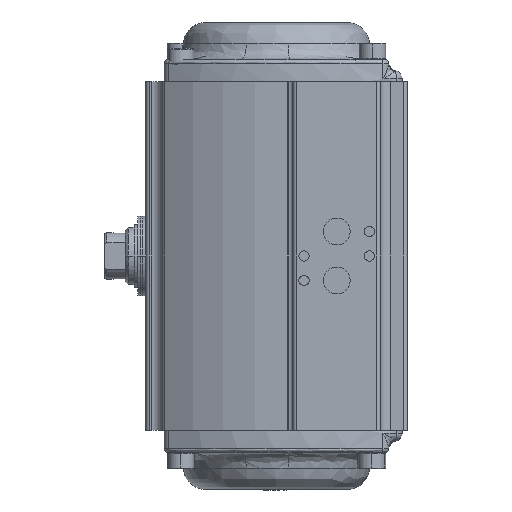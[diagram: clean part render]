
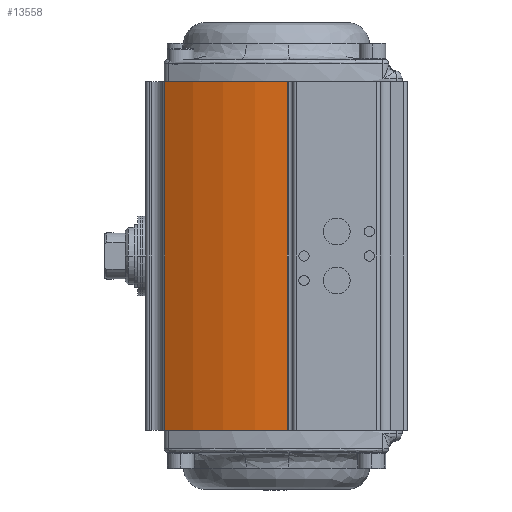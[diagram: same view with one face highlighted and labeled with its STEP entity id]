
A CAD part, left-side view. The second image highlights one B-rep face of the part: STEP entity #13558.
In plain terms, the highlighted cylindrical face has radius 108.5 mm (diameter 217 mm), a partial arc.
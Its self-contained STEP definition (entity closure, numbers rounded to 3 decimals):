
#121 = ORIENTED_EDGE ( 'NONE', *, *, #14079, .T. ) ;
#310 = VERTEX_POINT ( 'NONE', #1496 ) ;
#378 = DIRECTION ( 'NONE',  ( 0., 0., -1. ) ) ;
#1496 = CARTESIAN_POINT ( 'NONE',  ( 1182.783, 879.772, 210.5 ) ) ;
#2473 = VERTEX_POINT ( 'NONE', #6758 ) ;
#2985 = EDGE_CURVE ( 'NONE', #10008, #8592, #4347, .T. ) ;
#3075 = LINE ( 'NONE', #14523, #8416 ) ;
#3098 = CYLINDRICAL_SURFACE ( 'NONE', #10185, 108.5 ) ;
#3754 = DIRECTION ( 'NONE',  ( 1., 0., 0. ) ) ;
#3882 = EDGE_LOOP ( 'NONE', ( #4302, #13687, #121, #10379 ) ) ;
#4302 = ORIENTED_EDGE ( 'NONE', *, *, #6313, .F. ) ;
#4347 = CIRCLE ( 'NONE', #15593, 108.5 ) ;
#4593 = VECTOR ( 'NONE', #378, 1000. ) ;
#4788 = CARTESIAN_POINT ( 'NONE',  ( 1164.643, 819.712, 40. ) ) ;
#5315 = DIRECTION ( 'NONE',  ( 0., 0., -1. ) ) ;
#6313 = EDGE_CURVE ( 'NONE', #2473, #10008, #3075, .T. ) ;
#6424 = DIRECTION ( 'NONE',  ( 0., 0., -1. ) ) ;
#6614 = CARTESIAN_POINT ( 'NONE',  ( 1273.143, 819.712, 210.5 ) ) ;
#6758 = CARTESIAN_POINT ( 'NONE',  ( 1164.643, 819.712, 210.5 ) ) ;
#7380 = DIRECTION ( 'NONE',  ( 0., 0., -1. ) ) ;
#8416 = VECTOR ( 'NONE', #6424, 1000. ) ;
#8592 = VERTEX_POINT ( 'NONE', #11029 ) ;
#10008 = VERTEX_POINT ( 'NONE', #4788 ) ;
#10185 = AXIS2_PLACEMENT_3D ( 'NONE', #14157, #7380, #16966 ) ;
#10379 = ORIENTED_EDGE ( 'NONE', *, *, #2985, .F. ) ;
#11029 = CARTESIAN_POINT ( 'NONE',  ( 1182.783, 879.772, 40. ) ) ;
#12015 = DIRECTION ( 'NONE',  ( 0., 0., 1. ) ) ;
#12368 = AXIS2_PLACEMENT_3D ( 'NONE', #6614, #12015, #3754 ) ;
#13534 = FACE_OUTER_BOUND ( 'NONE', #3882, .T. ) ;
#13558 = ADVANCED_FACE ( 'NONE', ( #13534 ), #3098, .T. ) ;
#13687 = ORIENTED_EDGE ( 'NONE', *, *, #16866, .F. ) ;
#13954 = CARTESIAN_POINT ( 'NONE',  ( 1182.783, 879.772, 250.5 ) ) ;
#14079 = EDGE_CURVE ( 'NONE', #310, #8592, #16522, .T. ) ;
#14157 = CARTESIAN_POINT ( 'NONE',  ( 1273.143, 819.712, 250.5 ) ) ;
#14523 = CARTESIAN_POINT ( 'NONE',  ( 1164.643, 819.712, 250.5 ) ) ;
#14891 = CARTESIAN_POINT ( 'NONE',  ( 1273.143, 819.712, 40. ) ) ;
#15593 = AXIS2_PLACEMENT_3D ( 'NONE', #14891, #5315, #16148 ) ;
#16148 = DIRECTION ( 'NONE',  ( -1., 0., 0. ) ) ;
#16522 = LINE ( 'NONE', #13954, #4593 ) ;
#16667 = CIRCLE ( 'NONE', #12368, 108.5 ) ;
#16866 = EDGE_CURVE ( 'NONE', #310, #2473, #16667, .T. ) ;
#16966 = DIRECTION ( 'NONE',  ( -1., 0., 0. ) ) ;
